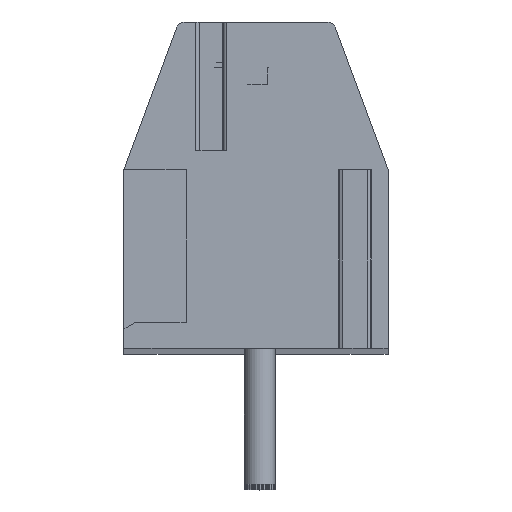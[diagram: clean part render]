
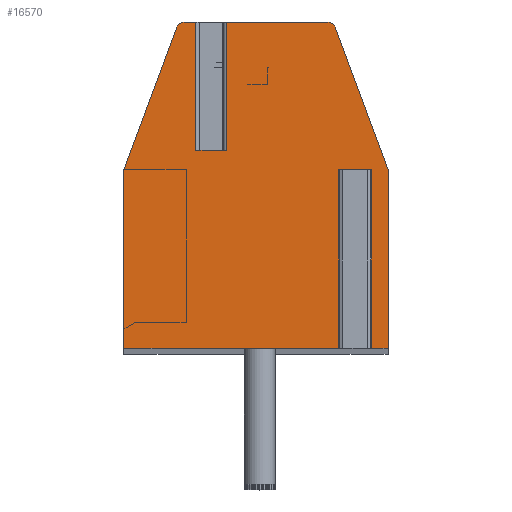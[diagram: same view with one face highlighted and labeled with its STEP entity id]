
A CAD part, top view. The second image highlights one B-rep face of the part: STEP entity #16570.
In plain terms, the highlighted planar face has unit normal (0, 0, 1).
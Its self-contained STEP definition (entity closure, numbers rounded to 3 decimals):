
#1=DIRECTION('',(1.,0.,0.));
#2=VECTOR('',#1,0.796);
#3=CARTESIAN_POINT('',(-1.548,0.9,82.25));
#4=LINE('',#3,#2);
#5=DIRECTION('',(0.,1.,0.));
#6=VECTOR('',#5,3.3);
#7=CARTESIAN_POINT('',(-0.752,0.9,82.25));
#8=LINE('',#7,#6);
#9=DIRECTION('',(-1.,0.,0.));
#10=VECTOR('',#9,2.603);
#11=CARTESIAN_POINT('',(1.851,4.2,82.25));
#12=LINE('',#11,#10);
#13=CARTESIAN_POINT('',(1.851,4.,82.25));
#14=DIRECTION('',(0.,0.,1.));
#15=DIRECTION('',(0.938,0.348,0.));
#16=AXIS2_PLACEMENT_3D('',#13,#14,#15);
#18=DIRECTION('',(-0.348,0.938,0.));
#19=VECTOR('',#18,3.914);
#20=CARTESIAN_POINT('',(3.4,0.4,82.25));
#21=LINE('',#20,#19);
#22=DIRECTION('',(0.,1.,0.));
#23=VECTOR('',#22,4.6);
#24=CARTESIAN_POINT('',(3.4,-4.2,82.25));
#25=LINE('',#24,#23);
#26=DIRECTION('',(1.,0.,0.));
#27=VECTOR('',#26,0.634);
#28=CARTESIAN_POINT('',(2.766,-4.2,82.25));
#29=LINE('',#28,#27);
#30=DIRECTION('',(0.,1.,0.));
#31=VECTOR('',#30,4.6);
#32=CARTESIAN_POINT('',(2.766,-4.2,82.25));
#33=LINE('',#32,#31);
#34=DIRECTION('',(-1.,0.,0.));
#35=VECTOR('',#34,0.43);
#36=CARTESIAN_POINT('',(2.766,0.4,82.25));
#37=LINE('',#36,#35);
#38=DIRECTION('',(0.,1.,0.));
#39=VECTOR('',#38,4.6);
#40=CARTESIAN_POINT('',(2.336,-4.2,82.25));
#41=LINE('',#40,#39);
#42=DIRECTION('',(1.,0.,0.));
#43=VECTOR('',#42,5.736);
#44=CARTESIAN_POINT('',(-3.4,-4.2,82.25));
#45=LINE('',#44,#43);
#46=DIRECTION('',(0.,-1.,0.));
#47=VECTOR('',#46,4.6);
#48=CARTESIAN_POINT('',(-3.4,0.4,82.25));
#49=LINE('',#48,#47);
#50=DIRECTION('',(-0.348,-0.938,0.));
#51=VECTOR('',#50,3.914);
#52=CARTESIAN_POINT('',(-2.038,4.07,82.25));
#53=LINE('',#52,#51);
#54=CARTESIAN_POINT('',(-1.851,4.,82.25));
#55=DIRECTION('',(0.,0.,1.));
#56=DIRECTION('',(0.,1.,0.));
#57=AXIS2_PLACEMENT_3D('',#54,#55,#56);
#59=DIRECTION('',(-1.,0.,0.));
#60=VECTOR('',#59,0.303);
#61=CARTESIAN_POINT('',(-1.548,4.2,82.25));
#62=LINE('',#61,#60);
#63=DIRECTION('',(0.,1.,0.));
#64=VECTOR('',#63,3.3);
#65=CARTESIAN_POINT('',(-1.548,0.9,82.25));
#66=LINE('',#65,#64);
#12941=CARTESIAN_POINT('',(-1.851,4.2,82.25));
#12942=CARTESIAN_POINT('',(-2.038,4.07,82.25));
#12943=VERTEX_POINT('',#12941);
#12944=VERTEX_POINT('',#12942);
#12945=CARTESIAN_POINT('',(-3.4,0.4,82.25));
#12946=VERTEX_POINT('',#12945);
#12947=CARTESIAN_POINT('',(-3.4,-4.2,82.25));
#12948=VERTEX_POINT('',#12947);
#12949=CARTESIAN_POINT('',(3.4,-4.2,82.25));
#12950=CARTESIAN_POINT('',(3.4,0.4,82.25));
#12951=VERTEX_POINT('',#12949);
#12952=VERTEX_POINT('',#12950);
#12953=CARTESIAN_POINT('',(2.038,4.07,82.25));
#12954=VERTEX_POINT('',#12953);
#12955=CARTESIAN_POINT('',(1.851,4.2,82.25));
#12956=VERTEX_POINT('',#12955);
#12997=CARTESIAN_POINT('',(2.766,0.4,82.25));
#12998=CARTESIAN_POINT('',(2.336,0.4,82.25));
#12999=VERTEX_POINT('',#12997);
#13000=VERTEX_POINT('',#12998);
#13001=CARTESIAN_POINT('',(2.336,-4.2,82.25));
#13002=VERTEX_POINT('',#13001);
#13003=CARTESIAN_POINT('',(2.766,-4.2,82.25));
#13004=VERTEX_POINT('',#13003);
#13065=CARTESIAN_POINT('',(-1.548,0.9,82.25));
#13066=CARTESIAN_POINT('',(-0.752,0.9,82.25));
#13067=VERTEX_POINT('',#13065);
#13068=VERTEX_POINT('',#13066);
#13069=CARTESIAN_POINT('',(-1.548,4.2,82.25));
#13070=VERTEX_POINT('',#13069);
#13071=CARTESIAN_POINT('',(-0.752,4.2,82.25));
#13072=VERTEX_POINT('',#13071);
#16531=CARTESIAN_POINT('',(0.,0.,82.25));
#16532=DIRECTION('',(0.,0.,1.));
#16533=DIRECTION('',(1.,0.,0.));
#16534=AXIS2_PLACEMENT_3D('',#16531,#16532,#16533);
#16535=PLANE('',#16534);
#16537=ORIENTED_EDGE('',*,*,#16536,.T.);
#16539=ORIENTED_EDGE('',*,*,#16538,.T.);
#16541=ORIENTED_EDGE('',*,*,#16540,.F.);
#16543=ORIENTED_EDGE('',*,*,#16542,.F.);
#16545=ORIENTED_EDGE('',*,*,#16544,.F.);
#16547=ORIENTED_EDGE('',*,*,#16546,.F.);
#16549=ORIENTED_EDGE('',*,*,#16548,.F.);
#16551=ORIENTED_EDGE('',*,*,#16550,.T.);
#16553=ORIENTED_EDGE('',*,*,#16552,.T.);
#16555=ORIENTED_EDGE('',*,*,#16554,.F.);
#16557=ORIENTED_EDGE('',*,*,#16556,.F.);
#16559=ORIENTED_EDGE('',*,*,#16558,.F.);
#16561=ORIENTED_EDGE('',*,*,#16560,.F.);
#16563=ORIENTED_EDGE('',*,*,#16562,.F.);
#16565=ORIENTED_EDGE('',*,*,#16564,.F.);
#16567=ORIENTED_EDGE('',*,*,#16566,.F.);
#16568=EDGE_LOOP('',(#16537,#16539,#16541,#16543,#16545,#16547,#16549,#16551,
#16553,#16555,#16557,#16559,#16561,#16563,#16565,#16567));
#16569=FACE_OUTER_BOUND('',#16568,.F.);
#16570=ADVANCED_FACE('',(#16569),#16535,.T.);
#17=CIRCLE('',#16,0.2);
#58=CIRCLE('',#57,0.2);
#16536=EDGE_CURVE('',#13067,#13068,#4,.T.);
#16538=EDGE_CURVE('',#13068,#13072,#8,.T.);
#16540=EDGE_CURVE('',#12956,#13072,#12,.T.);
#16542=EDGE_CURVE('',#12954,#12956,#17,.T.);
#16544=EDGE_CURVE('',#12952,#12954,#21,.T.);
#16546=EDGE_CURVE('',#12951,#12952,#25,.T.);
#16548=EDGE_CURVE('',#13004,#12951,#29,.T.);
#16550=EDGE_CURVE('',#13004,#12999,#33,.T.);
#16552=EDGE_CURVE('',#12999,#13000,#37,.T.);
#16554=EDGE_CURVE('',#13002,#13000,#41,.T.);
#16556=EDGE_CURVE('',#12948,#13002,#45,.T.);
#16558=EDGE_CURVE('',#12946,#12948,#49,.T.);
#16560=EDGE_CURVE('',#12944,#12946,#53,.T.);
#16562=EDGE_CURVE('',#12943,#12944,#58,.T.);
#16564=EDGE_CURVE('',#13070,#12943,#62,.T.);
#16566=EDGE_CURVE('',#13067,#13070,#66,.T.);
